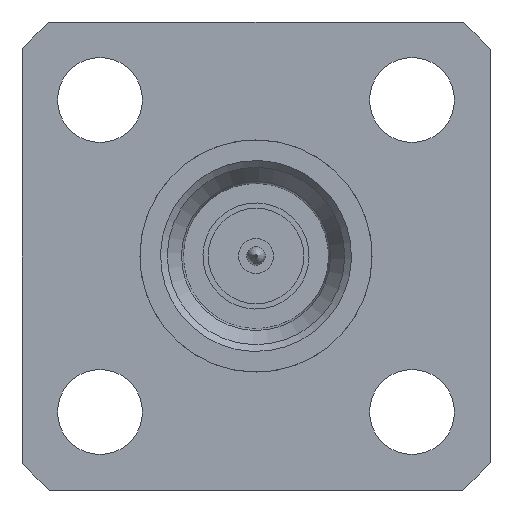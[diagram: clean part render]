
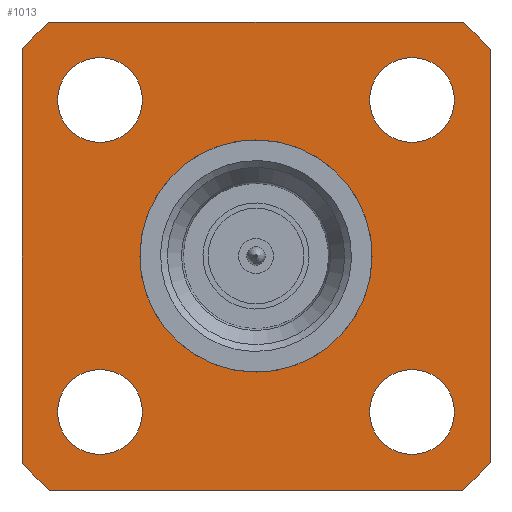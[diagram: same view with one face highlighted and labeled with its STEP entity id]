
A CAD part, left-side view. The second image highlights one B-rep face of the part: STEP entity #1013.
In plain terms, the highlighted planar face has unit normal (-1, 0, 0).
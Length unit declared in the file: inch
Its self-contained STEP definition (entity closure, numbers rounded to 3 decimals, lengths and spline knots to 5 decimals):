
#93=LINE('',#1804,#149);
#97=LINE('',#1813,#153);
#101=LINE('',#1822,#157);
#105=LINE('',#1831,#161);
#149=VECTOR('',#1435,0.3937);
#153=VECTOR('',#1441,0.3937);
#157=VECTOR('',#1447,0.3937);
#161=VECTOR('',#1453,0.3937);
#186=FACE_BOUND('',#324,.T.);
#187=FACE_BOUND('',#325,.T.);
#188=FACE_BOUND('',#326,.T.);
#189=FACE_BOUND('',#327,.T.);
#190=FACE_BOUND('',#328,.T.);
#250=FACE_OUTER_BOUND('',#323,.T.);
#323=EDGE_LOOP('',(#872,#873,#874,#875,#876,#877,#878,#879));
#324=EDGE_LOOP('',(#880));
#325=EDGE_LOOP('',(#881));
#326=EDGE_LOOP('',(#882));
#327=EDGE_LOOP('',(#883));
#328=EDGE_LOOP('',(#884));
#399=CIRCLE('',#1143,0.034);
#401=CIRCLE('',#1146,0.034);
#403=CIRCLE('',#1149,0.034);
#405=CIRCLE('',#1152,0.034);
#406=CIRCLE('',#1158,0.25);
#407=CIRCLE('',#1159,0.25);
#408=CIRCLE('',#1160,0.25);
#409=CIRCLE('',#1161,0.25);
#410=CIRCLE('',#1162,0.093);
#483=VERTEX_POINT('',#1780);
#485=VERTEX_POINT('',#1786);
#487=VERTEX_POINT('',#1792);
#489=VERTEX_POINT('',#1798);
#490=VERTEX_POINT('',#1802);
#491=VERTEX_POINT('',#1803);
#494=VERTEX_POINT('',#1811);
#495=VERTEX_POINT('',#1812);
#498=VERTEX_POINT('',#1820);
#499=VERTEX_POINT('',#1821);
#502=VERTEX_POINT('',#1829);
#503=VERTEX_POINT('',#1830);
#506=VERTEX_POINT('',#1842);
#609=EDGE_CURVE('',#483,#483,#399,.T.);
#612=EDGE_CURVE('',#485,#485,#401,.T.);
#615=EDGE_CURVE('',#487,#487,#403,.T.);
#618=EDGE_CURVE('',#489,#489,#405,.T.);
#619=EDGE_CURVE('',#490,#491,#93,.T.);
#623=EDGE_CURVE('',#494,#495,#97,.T.);
#627=EDGE_CURVE('',#498,#499,#101,.T.);
#631=EDGE_CURVE('',#502,#503,#105,.T.);
#635=EDGE_CURVE('',#498,#491,#406,.T.);
#636=EDGE_CURVE('',#502,#499,#407,.T.);
#637=EDGE_CURVE('',#494,#503,#408,.T.);
#638=EDGE_CURVE('',#490,#495,#409,.T.);
#639=EDGE_CURVE('',#506,#506,#410,.T.);
#872=ORIENTED_EDGE('',*,*,#619,.T.);
#873=ORIENTED_EDGE('',*,*,#635,.F.);
#874=ORIENTED_EDGE('',*,*,#627,.T.);
#875=ORIENTED_EDGE('',*,*,#636,.F.);
#876=ORIENTED_EDGE('',*,*,#631,.T.);
#877=ORIENTED_EDGE('',*,*,#637,.F.);
#878=ORIENTED_EDGE('',*,*,#623,.T.);
#879=ORIENTED_EDGE('',*,*,#638,.F.);
#880=ORIENTED_EDGE('',*,*,#609,.T.);
#881=ORIENTED_EDGE('',*,*,#612,.T.);
#882=ORIENTED_EDGE('',*,*,#615,.T.);
#883=ORIENTED_EDGE('',*,*,#618,.T.);
#884=ORIENTED_EDGE('',*,*,#639,.T.);
#957=PLANE('',#1157);
#1013=ADVANCED_FACE('',(#250,#186,#187,#188,#189,#190),#957,.T.);
#1143=AXIS2_PLACEMENT_3D('',#1782,#1410,#1411);
#1146=AXIS2_PLACEMENT_3D('',#1788,#1417,#1418);
#1149=AXIS2_PLACEMENT_3D('',#1794,#1424,#1425);
#1152=AXIS2_PLACEMENT_3D('',#1800,#1431,#1432);
#1157=AXIS2_PLACEMENT_3D('',#1837,#1457,#1458);
#1158=AXIS2_PLACEMENT_3D('',#1838,#1459,#1460);
#1159=AXIS2_PLACEMENT_3D('',#1839,#1461,#1462);
#1160=AXIS2_PLACEMENT_3D('',#1840,#1463,#1464);
#1161=AXIS2_PLACEMENT_3D('',#1841,#1465,#1466);
#1162=AXIS2_PLACEMENT_3D('',#1843,#1467,#1468);
#1410=DIRECTION('center_axis',(1.,0.,0.));
#1411=DIRECTION('ref_axis',(0.,0.,-1.));
#1417=DIRECTION('center_axis',(1.,0.,0.));
#1418=DIRECTION('ref_axis',(0.,0.,-1.));
#1424=DIRECTION('center_axis',(1.,0.,0.));
#1425=DIRECTION('ref_axis',(0.,0.,-1.));
#1431=DIRECTION('center_axis',(1.,0.,0.));
#1432=DIRECTION('ref_axis',(0.,0.,-1.));
#1435=DIRECTION('',(0.,0.,1.));
#1441=DIRECTION('',(0.,-1.,0.));
#1447=DIRECTION('',(0.,1.,0.));
#1453=DIRECTION('',(0.,0.,-1.));
#1457=DIRECTION('center_axis',(-1.,0.,0.));
#1458=DIRECTION('ref_axis',(0.,0.,1.));
#1459=DIRECTION('center_axis',(1.,0.,0.));
#1460=DIRECTION('ref_axis',(0.,0.,-1.));
#1461=DIRECTION('center_axis',(1.,0.,0.));
#1462=DIRECTION('ref_axis',(0.,0.,-1.));
#1463=DIRECTION('center_axis',(1.,0.,0.));
#1464=DIRECTION('ref_axis',(0.,0.,-1.));
#1465=DIRECTION('center_axis',(1.,0.,0.));
#1466=DIRECTION('ref_axis',(0.,0.,-1.));
#1467=DIRECTION('center_axis',(1.,0.,0.));
#1468=DIRECTION('ref_axis',(0.,0.,-1.));
#1780=CARTESIAN_POINT('',(0.085,-0.125,-0.091));
#1782=CARTESIAN_POINT('Origin',(0.085,-0.125,-0.125));
#1786=CARTESIAN_POINT('',(0.085,0.125,-0.091));
#1788=CARTESIAN_POINT('Origin',(0.085,0.125,-0.125));
#1792=CARTESIAN_POINT('',(0.085,-0.125,0.159));
#1794=CARTESIAN_POINT('Origin',(0.085,-0.125,0.125));
#1798=CARTESIAN_POINT('',(0.085,0.125,0.159));
#1800=CARTESIAN_POINT('Origin',(0.085,0.125,0.125));
#1802=CARTESIAN_POINT('',(0.085,-0.1875,-0.16536));
#1803=CARTESIAN_POINT('',(0.085,-0.1875,0.16536));
#1804=CARTESIAN_POINT('',(0.085,-0.1875,0.08268));
#1811=CARTESIAN_POINT('',(0.085,0.16536,-0.1875));
#1812=CARTESIAN_POINT('',(0.085,-0.16536,-0.1875));
#1813=CARTESIAN_POINT('',(0.085,0.04232,-0.1875));
#1820=CARTESIAN_POINT('',(0.085,-0.16536,0.1875));
#1821=CARTESIAN_POINT('',(0.085,0.16536,0.1875));
#1822=CARTESIAN_POINT('',(0.085,0.20768,0.1875));
#1829=CARTESIAN_POINT('',(0.085,0.1875,0.16536));
#1830=CARTESIAN_POINT('',(0.085,0.1875,-0.16536));
#1831=CARTESIAN_POINT('',(0.085,0.1875,-0.08268));
#1837=CARTESIAN_POINT('Origin',(0.085,0.25,0.));
#1838=CARTESIAN_POINT('Origin',(0.085,0.,0.));
#1839=CARTESIAN_POINT('Origin',(0.085,0.,0.));
#1840=CARTESIAN_POINT('Origin',(0.085,0.,0.));
#1841=CARTESIAN_POINT('Origin',(0.085,0.,0.));
#1842=CARTESIAN_POINT('',(0.085,-0.093,0.));
#1843=CARTESIAN_POINT('Origin',(0.085,0.,0.));
